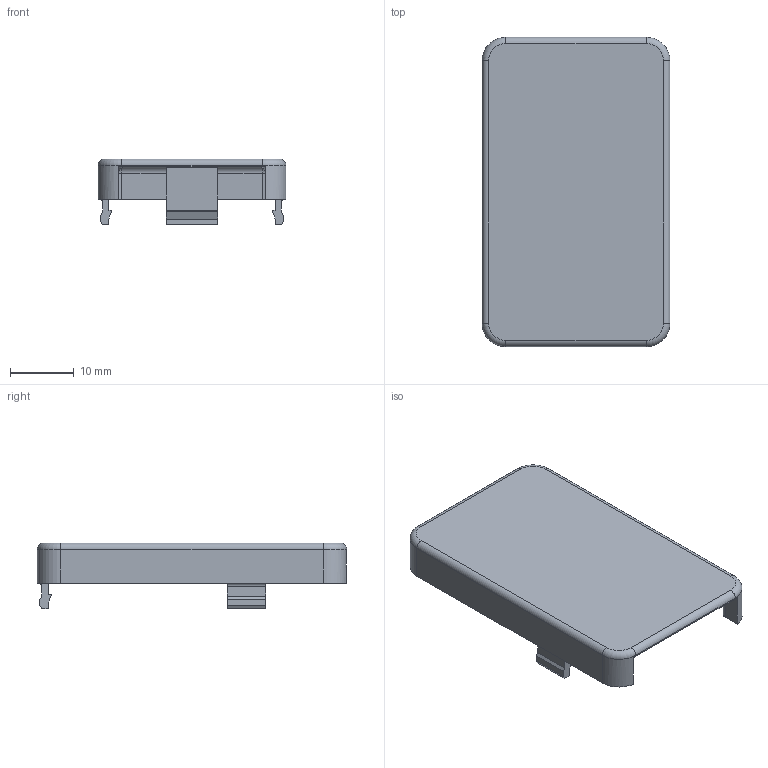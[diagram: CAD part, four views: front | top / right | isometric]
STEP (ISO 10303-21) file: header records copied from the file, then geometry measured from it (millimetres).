
FILE_DESCRIPTION(/* description */ (''),/* implementation_level */ '2;1');
FILE_NAME(/* name */ 'Robogotchi-Bottom-Enclosure-vBETA.stp',/* time_stamp */ '2020-11-10T19:54:17-08:00',/* author */ ('andre'),/* organization */ (''),/* preprocessor_version */ 'ST-DEVELOPER v17',/* originating_system */ 'Autodesk Inventor 2019',/* authorisation */ '');
FILE_SCHEMA (('AUTOMOTIVE_DESIGN { 1 0 10303 214 3 1 1 }'));
Length unit declared in the file: millimetre
Products named in the file (1): Robogotchiv1.3-Enclosure-Bottom
Bounding box: 29.4 x 48.4 x 10.3 mm (x, y, z)
Volume: 2649.8 mm3; surface area: 4380.4 mm2
Topology: 1 solids, 1 shells, 89 faces, 239 edges, 152 vertices
Faces by surface type: plane 57, cylinder 24, torus 8
Entity records: 2812 total; most frequent: CARTESIAN_POINT 501, ORIENTED_EDGE 478, DIRECTION 477, EDGE_CURVE 239, LINE 177, VECTOR 177, VERTEX_POINT 152, AXIS2_PLACEMENT_3D 150
